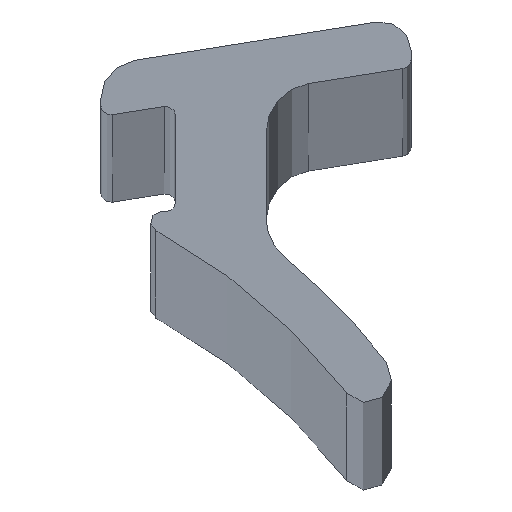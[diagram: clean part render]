
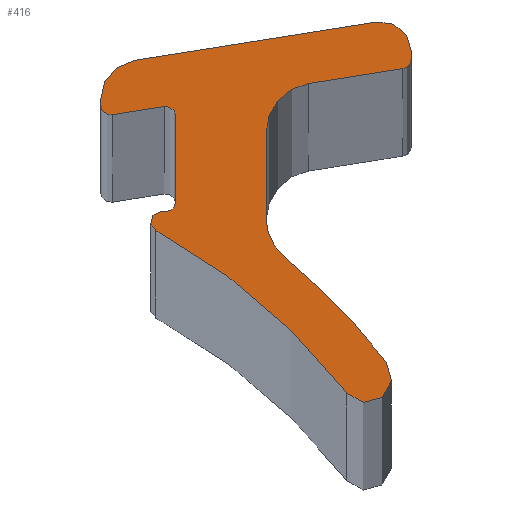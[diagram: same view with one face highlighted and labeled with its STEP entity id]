
A CAD part, top view. The second image highlights one B-rep face of the part: STEP entity #416.
In plain terms, the highlighted planar face has unit normal (0, 0, 1).
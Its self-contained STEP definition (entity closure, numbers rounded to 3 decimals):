
#15=CIRCLE('',#424,0.2);
#17=CIRCLE('',#428,0.2);
#19=CIRCLE('',#432,0.2);
#21=CIRCLE('',#436,0.8);
#23=CIRCLE('',#440,0.6);
#25=CIRCLE('',#444,0.2);
#27=CIRCLE('',#448,1.);
#29=CIRCLE('',#452,1.);
#31=CIRCLE('',#455,13.);
#33=CIRCLE('',#458,0.5);
#35=CIRCLE('',#461,12.);
#37=CIRCLE('',#464,0.2);
#70=FACE_OUTER_BOUND('',#92,.T.);
#92=EDGE_LOOP('',(#346,#347,#348,#349,#350,#351,#352,#353,#354,#355,#356,
#357,#358,#359,#360,#361,#362,#363,#364,#365));
#96=LINE('',#605,#132);
#100=LINE('',#617,#136);
#104=LINE('',#629,#140);
#108=LINE('',#641,#144);
#112=LINE('',#653,#148);
#116=LINE('',#665,#152);
#120=LINE('',#677,#156);
#124=LINE('',#689,#160);
#132=VECTOR('',#473,0.1);
#136=VECTOR('',#485,1.703);
#140=VECTOR('',#497,1.05);
#144=VECTOR('',#509,0.095);
#148=VECTOR('',#521,4.892);
#152=VECTOR('',#533,0.139);
#156=VECTOR('',#545,1.911);
#160=VECTOR('',#557,1.695);
#168=VERTEX_POINT('',#602);
#169=VERTEX_POINT('',#604);
#171=VERTEX_POINT('',#610);
#173=VERTEX_POINT('',#616);
#175=VERTEX_POINT('',#622);
#177=VERTEX_POINT('',#628);
#179=VERTEX_POINT('',#634);
#181=VERTEX_POINT('',#640);
#183=VERTEX_POINT('',#646);
#185=VERTEX_POINT('',#652);
#187=VERTEX_POINT('',#658);
#189=VERTEX_POINT('',#664);
#191=VERTEX_POINT('',#670);
#193=VERTEX_POINT('',#676);
#195=VERTEX_POINT('',#682);
#197=VERTEX_POINT('',#688);
#199=VERTEX_POINT('',#694);
#201=VERTEX_POINT('',#700);
#203=VERTEX_POINT('',#706);
#205=VERTEX_POINT('',#712);
#208=EDGE_CURVE('',#169,#168,#96,.T.);
#211=EDGE_CURVE('',#171,#169,#15,.T.);
#214=EDGE_CURVE('',#173,#171,#100,.T.);
#217=EDGE_CURVE('',#175,#173,#17,.T.);
#220=EDGE_CURVE('',#177,#175,#104,.T.);
#223=EDGE_CURVE('',#179,#177,#19,.T.);
#226=EDGE_CURVE('',#181,#179,#108,.T.);
#229=EDGE_CURVE('',#183,#181,#21,.T.);
#232=EDGE_CURVE('',#185,#183,#112,.T.);
#235=EDGE_CURVE('',#187,#185,#23,.T.);
#238=EDGE_CURVE('',#189,#187,#116,.T.);
#241=EDGE_CURVE('',#191,#189,#25,.T.);
#244=EDGE_CURVE('',#193,#191,#120,.T.);
#247=EDGE_CURVE('',#195,#193,#27,.T.);
#250=EDGE_CURVE('',#197,#195,#124,.T.);
#253=EDGE_CURVE('',#199,#197,#29,.T.);
#256=EDGE_CURVE('',#201,#199,#31,.T.);
#259=EDGE_CURVE('',#203,#201,#33,.T.);
#262=EDGE_CURVE('',#205,#203,#35,.T.);
#265=EDGE_CURVE('',#168,#205,#37,.T.);
#346=ORIENTED_EDGE('',*,*,#265,.T.);
#347=ORIENTED_EDGE('',*,*,#262,.T.);
#348=ORIENTED_EDGE('',*,*,#259,.T.);
#349=ORIENTED_EDGE('',*,*,#256,.T.);
#350=ORIENTED_EDGE('',*,*,#253,.T.);
#351=ORIENTED_EDGE('',*,*,#250,.T.);
#352=ORIENTED_EDGE('',*,*,#247,.T.);
#353=ORIENTED_EDGE('',*,*,#244,.T.);
#354=ORIENTED_EDGE('',*,*,#241,.T.);
#355=ORIENTED_EDGE('',*,*,#238,.T.);
#356=ORIENTED_EDGE('',*,*,#235,.T.);
#357=ORIENTED_EDGE('',*,*,#232,.T.);
#358=ORIENTED_EDGE('',*,*,#229,.T.);
#359=ORIENTED_EDGE('',*,*,#226,.T.);
#360=ORIENTED_EDGE('',*,*,#223,.T.);
#361=ORIENTED_EDGE('',*,*,#220,.T.);
#362=ORIENTED_EDGE('',*,*,#217,.T.);
#363=ORIENTED_EDGE('',*,*,#214,.T.);
#364=ORIENTED_EDGE('',*,*,#211,.T.);
#365=ORIENTED_EDGE('',*,*,#208,.T.);
#394=PLANE('',#465);
#416=ADVANCED_FACE('',(#70),#394,.T.);
#424=AXIS2_PLACEMENT_3D('',#611,#479,#480);
#428=AXIS2_PLACEMENT_3D('',#623,#491,#492);
#432=AXIS2_PLACEMENT_3D('',#635,#503,#504);
#436=AXIS2_PLACEMENT_3D('',#647,#515,#516);
#440=AXIS2_PLACEMENT_3D('',#659,#527,#528);
#444=AXIS2_PLACEMENT_3D('',#671,#539,#540);
#448=AXIS2_PLACEMENT_3D('',#683,#551,#552);
#452=AXIS2_PLACEMENT_3D('',#695,#563,#564);
#455=AXIS2_PLACEMENT_3D('',#701,#570,#571);
#458=AXIS2_PLACEMENT_3D('',#707,#577,#578);
#461=AXIS2_PLACEMENT_3D('',#713,#584,#585);
#464=AXIS2_PLACEMENT_3D('',#717,#591,#592);
#465=AXIS2_PLACEMENT_3D('',#718,#593,#594);
#473=DIRECTION('',(-1.,0.,0.));
#479=DIRECTION('center_axis',(0.,0.,-1.));
#480=DIRECTION('ref_axis',(0.,1.,0.));
#485=DIRECTION('',(0.,-1.,0.));
#491=DIRECTION('center_axis',(0.,0.,-1.));
#492=DIRECTION('ref_axis',(-1.,0.,0.));
#497=DIRECTION('',(0.988,0.156,0.));
#503=DIRECTION('center_axis',(0.,0.,1.));
#504=DIRECTION('ref_axis',(-1.,0.,0.));
#509=DIRECTION('',(0.,-1.,0.));
#515=DIRECTION('center_axis',(0.,0.,1.));
#516=DIRECTION('ref_axis',(-0.156,0.988,0.));
#521=DIRECTION('',(-0.988,-0.156,0.));
#527=DIRECTION('center_axis',(0.,0.,1.));
#528=DIRECTION('ref_axis',(1.,0.,0.));
#533=DIRECTION('',(0.,1.,0.));
#539=DIRECTION('center_axis',(0.,0.,1.));
#540=DIRECTION('ref_axis',(0.156,-0.988,0.));
#545=DIRECTION('',(0.988,0.156,0.));
#551=DIRECTION('center_axis',(0.,0.,-1.));
#552=DIRECTION('ref_axis',(0.156,-0.988,0.));
#557=DIRECTION('',(0.,1.,0.));
#563=DIRECTION('center_axis',(0.,0.,-1.));
#564=DIRECTION('ref_axis',(1.,0.,0.));
#570=DIRECTION('center_axis',(0.,0.,1.));
#571=DIRECTION('ref_axis',(0.792,0.61,0.));
#577=DIRECTION('center_axis',(0.,0.,1.));
#578=DIRECTION('ref_axis',(-0.792,-0.61,0.));
#584=DIRECTION('center_axis',(0.,0.,-1.));
#585=DIRECTION('ref_axis',(-0.792,-0.61,0.));
#591=DIRECTION('center_axis',(0.,0.,1.));
#592=DIRECTION('ref_axis',(0.,1.,0.));
#593=DIRECTION('center_axis',(0.,0.,1.));
#594=DIRECTION('ref_axis',(1.,0.,0.));
#602=CARTESIAN_POINT('',(-0.3,-0.2,1000.));
#604=CARTESIAN_POINT('',(-0.2,-0.2,1000.));
#605=CARTESIAN_POINT('',(-0.2,-0.2,1000.));
#610=CARTESIAN_POINT('',(0.,0.,1000.));
#611=CARTESIAN_POINT('Origin',(-0.2,0.,
1000.));
#616=CARTESIAN_POINT('',(0.,1.703,1000.));
#617=CARTESIAN_POINT('',(0.,1.703,1000.));
#622=CARTESIAN_POINT('',(-0.231,1.901,1000.));
#623=CARTESIAN_POINT('Origin',(-0.2,1.703,1000.));
#628=CARTESIAN_POINT('',(-1.269,1.737,1000.));
#629=CARTESIAN_POINT('',(-1.269,1.737,1000.));
#634=CARTESIAN_POINT('',(-1.5,1.934,1000.));
#635=CARTESIAN_POINT('Origin',(-1.3,1.934,1000.));
#640=CARTESIAN_POINT('',(-1.5,2.029,1000.));
#641=CARTESIAN_POINT('',(-1.5,2.029,1000.));
#646=CARTESIAN_POINT('',(-0.825,2.819,1000.));
#647=CARTESIAN_POINT('Origin',(-0.7,2.029,1000.));
#652=CARTESIAN_POINT('',(4.006,3.585,1000.));
#653=CARTESIAN_POINT('',(4.006,3.585,1000.));
#658=CARTESIAN_POINT('',(4.7,2.992,1000.));
#659=CARTESIAN_POINT('Origin',(4.1,2.992,1000.));
#664=CARTESIAN_POINT('',(4.7,2.853,1000.));
#665=CARTESIAN_POINT('',(4.7,2.853,1000.));
#670=CARTESIAN_POINT('',(4.531,2.655,1000.));
#671=CARTESIAN_POINT('Origin',(4.5,2.853,1000.));
#676=CARTESIAN_POINT('',(2.644,2.356,1000.));
#677=CARTESIAN_POINT('',(2.644,2.356,1000.));
#682=CARTESIAN_POINT('',(1.8,1.369,1000.));
#683=CARTESIAN_POINT('Origin',(2.8,1.369,1000.));
#688=CARTESIAN_POINT('',(1.8,-0.326,1000.));
#689=CARTESIAN_POINT('',(1.8,-0.326,1000.));
#694=CARTESIAN_POINT('',(2.164,-1.098,1000.));
#695=CARTESIAN_POINT('Origin',(2.8,-0.326,1000.));
#700=CARTESIAN_POINT('',(4.201,-3.203,1000.));
#701=CARTESIAN_POINT('Origin',(-6.1,-11.133,1000.));
#706=CARTESIAN_POINT('',(3.409,-3.813,1000.));
#707=CARTESIAN_POINT('Origin',(3.805,-3.508,1000.));
#712=CARTESIAN_POINT('',(-0.395,-0.576,1000.));
#713=CARTESIAN_POINT('Origin',(-6.1,-11.133,1000.));
#717=CARTESIAN_POINT('Origin',(-0.3,-0.4,1000.));
#718=CARTESIAN_POINT('Origin',(1.774,0.687,1000.));
